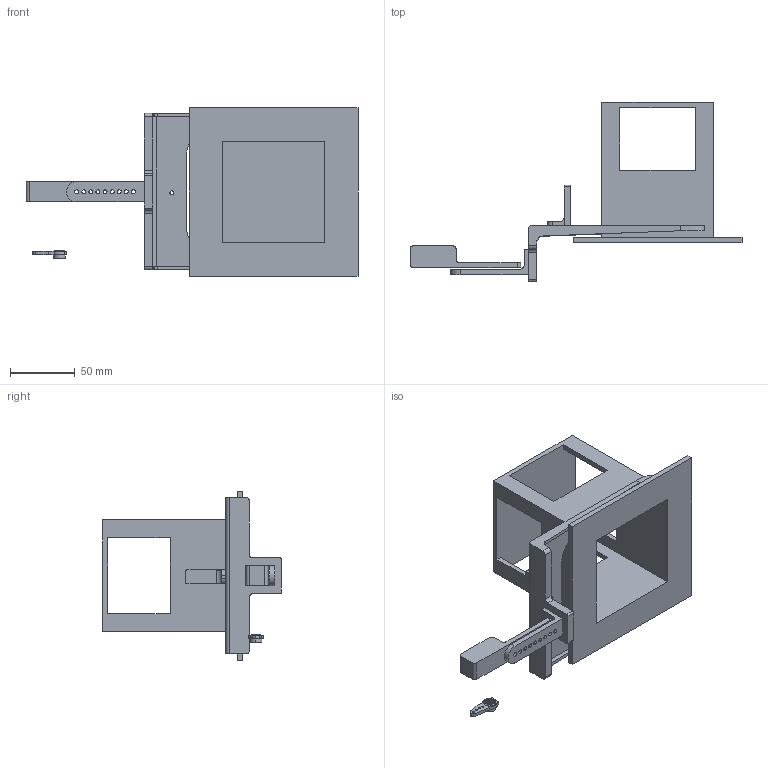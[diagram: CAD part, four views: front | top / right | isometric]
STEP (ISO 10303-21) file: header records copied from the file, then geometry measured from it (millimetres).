
FILE_DESCRIPTION(('FreeCAD Model'),'2;1');
FILE_NAME('Open CASCADE Shape Model','2025-05-02T05:06:50',('FreeCAD'),( 'FreeCAD'),'Open CASCADE STEP processor 7.6','FreeCAD','Unknown');
FILE_SCHEMA(('AUTOMOTIVE_DESIGN { 1 0 10303 214 1 1 1 1 }'));
Length unit declared in the file: millimetre
Products named in the file (1): Open CASCADE STEP translator 7.6 1
Bounding box: 256.71 x 138.41 x 130.57 mm (x, y, z)
Volume: 217592.1 mm3; surface area: 117613.8 mm2
Topology: 4 solids, 4 shells, 303 faces, 874 edges, 581 vertices
Faces by surface type: bspline 303
Entity records: 9704 total; most frequent: CARTESIAN_POINT 4687, ORIENTED_EDGE 1748, EDGE_CURVE 874, B_SPLINE_CURVE_WITH_KNOTS 584, VERTEX_POINT 581, FACE_BOUND 365, EDGE_LOOP 365, ADVANCED_FACE 303
